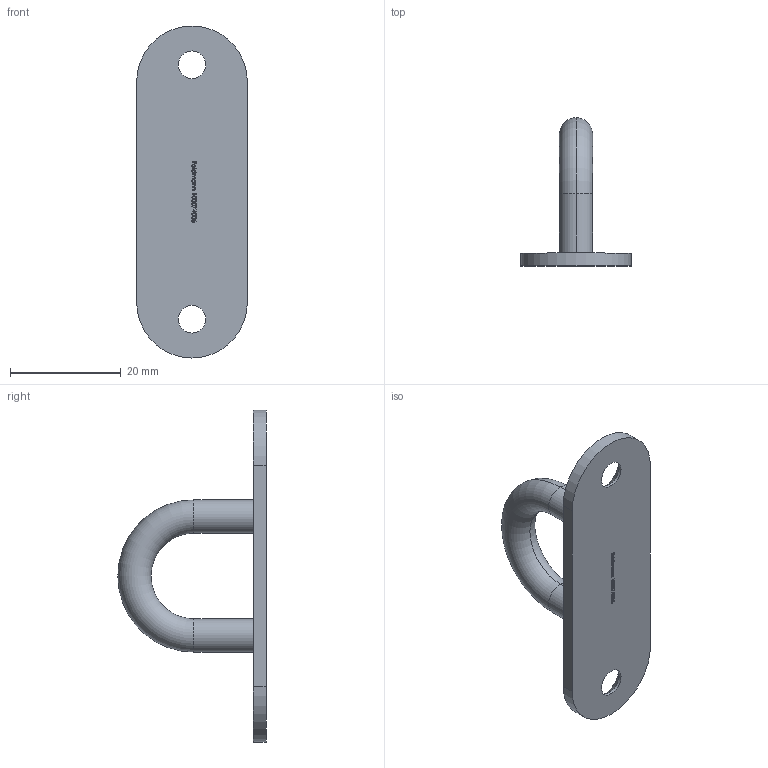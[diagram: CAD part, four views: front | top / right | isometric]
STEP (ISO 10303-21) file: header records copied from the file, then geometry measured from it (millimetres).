
FILE_DESCRIPTION (( 'STEP AP203' ), '1' );
FILE_NAME ('100074006.step', '2017-10-30T09:54:33', ( '' ), ( '' ), 'SwSTEP 2.0', 'SolidWorks 2015', '' );
FILE_SCHEMA (( 'CONFIG_CONTROL_DESIGN' ));
Length unit declared in the file: millimetre
Products named in the file (1): 100074006
Bounding box: 20 x 26.8 x 60 mm (x, y, z)
Volume: 3975.5 mm3; surface area: 3517.6 mm2
Topology: 1 solids, 1 shells, 232 faces, 601 edges, 398 vertices
Faces by surface type: plane 113, bspline 102, cylinder 11, cone 4, torus 2
Entity records: 13458 total; most frequent: CARTESIAN_POINT 8366, ORIENTED_EDGE 1202, DIRECTION 687, EDGE_CURVE 601, VERTEX_POINT 398, LINE 369, VECTOR 369, EDGE_LOOP 265
